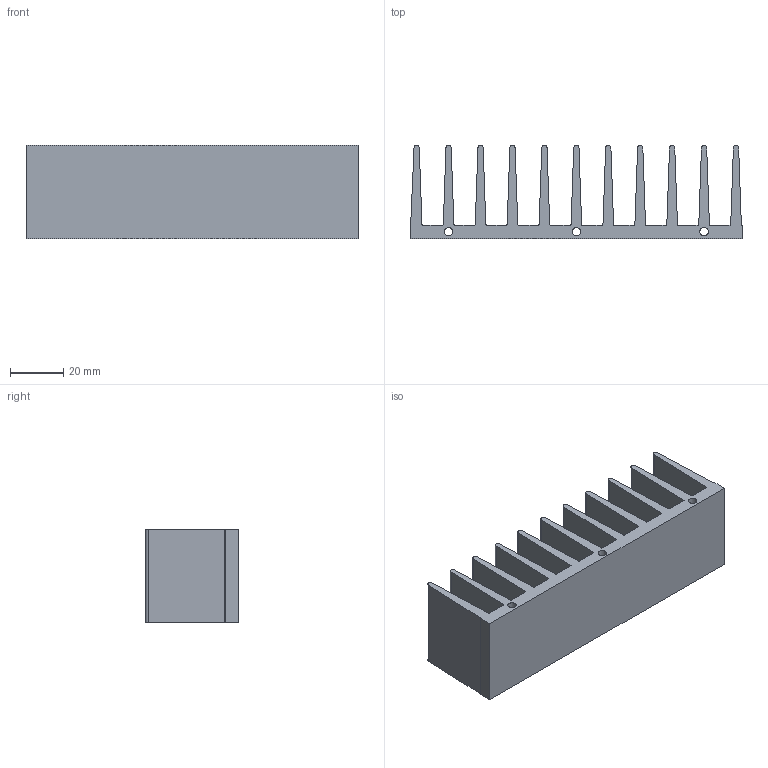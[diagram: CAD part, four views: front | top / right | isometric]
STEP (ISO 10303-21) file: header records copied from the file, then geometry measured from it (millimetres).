
FILE_DESCRIPTION(('FreeCAD Model'),'2;1');
FILE_NAME('Heatsink_125x35x50mm_3xFixationM3.step','2018-11-10T13:03:39',( 'kicad StepUp'),('ksu MCAD'),'Open CASCADE STEP processor 7.1', 'FreeCAD','Unknown');
FILE_SCHEMA(('AUTOMOTIVE_DESIGN { 1 0 10303 214 1 1 1 1 }'));
Length unit declared in the file: millimetre
Products named in the file (1): Heatsink_125x35x50mm_3xFixationM3
Bounding box: 124.75 x 34.99 x 35 mm (x, y, z)
Volume: 55195.2 mm3; surface area: 35204.2 mm2
Topology: 1 solids, 1 shells, 73 faces, 213 edges, 142 vertices
Faces by surface type: plane 37, cylinder 36
Full cylindrical faces by diameter (mm): 3.2 x3
Entity records: 1619 total; most frequent: ORIENTED_EDGE 331, CARTESIAN_POINT 222, EDGE_CURVE 213, AXIS2_PLACEMENT_3D 146, VERTEX_POINT 142, LINE 141, FACE_BOUND 79, EDGE_LOOP 79
